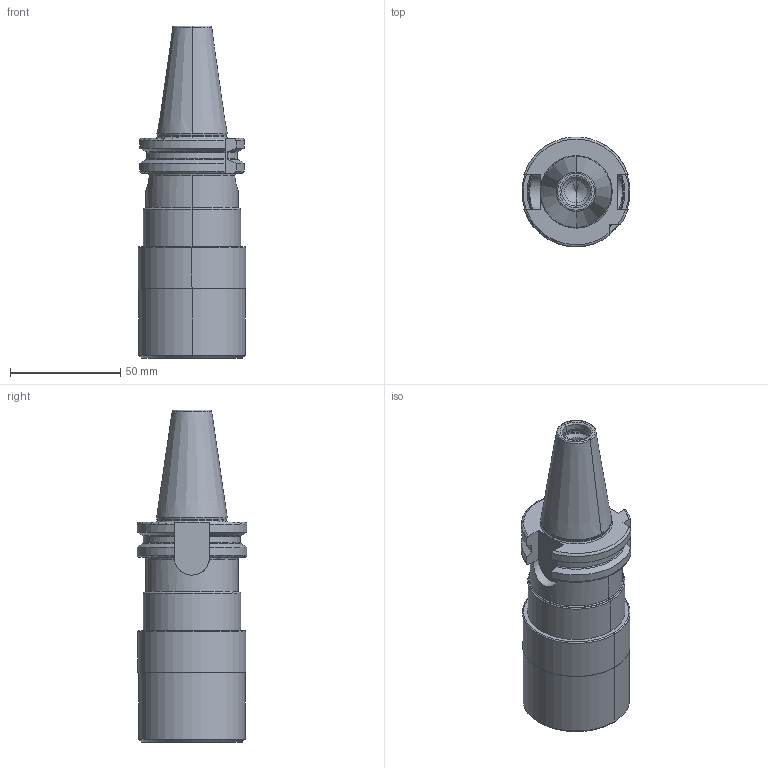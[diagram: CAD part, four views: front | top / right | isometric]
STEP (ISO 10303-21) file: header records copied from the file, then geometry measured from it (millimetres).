
FILE_DESCRIPTION((''),'2;1');
FILE_NAME('302_16_20_1','2020-10-07T',('104091'),(''),'CREO PARAMETRIC BY PTC INC, 2016260','CREO PARAMETRIC BY PTC INC, 2016260','');
FILE_SCHEMA(('CONFIG_CONTROL_DESIGN'));
Length unit declared in the file: millimetre
Products named in the file (1): 302_16_20_1
Bounding box: 49 x 49.9 x 150.8 mm (x, y, z)
Volume: 156669.5 mm3; surface area: 32390.8 mm2
Topology: 1 solids, 2 shells, 149 faces, 365 edges, 219 vertices
Faces by surface type: torus 46, cylinder 41, plane 28, cone 28, sphere 6
Entity records: 4785 total; most frequent: CARTESIAN_POINT 1256, DIRECTION 780, ORIENTED_EDGE 710, EDGE_CURVE 355, AXIS2_PLACEMENT_3D 336, VERTEX_POINT 219, CIRCLE 184, EDGE_LOOP 160
